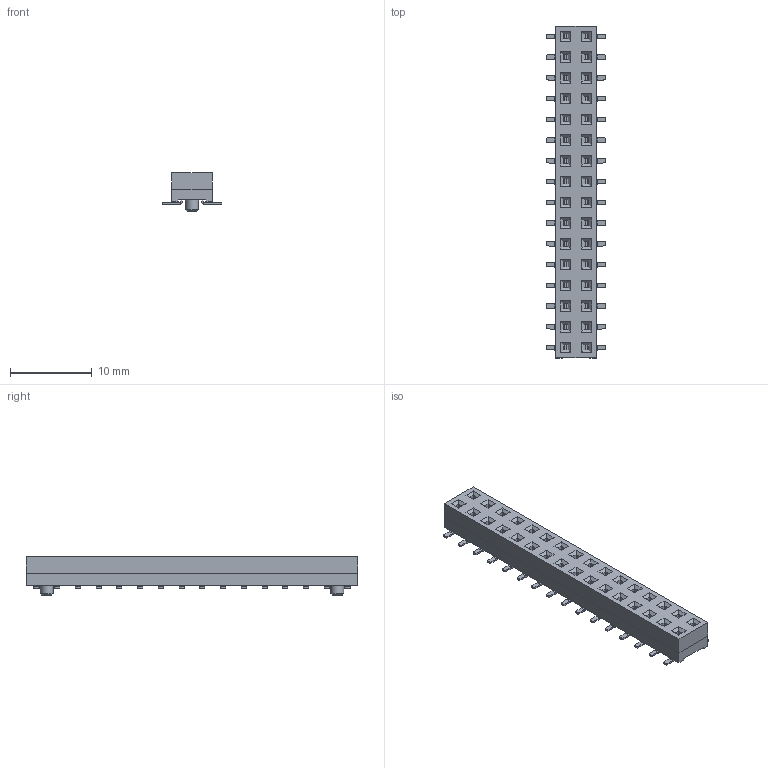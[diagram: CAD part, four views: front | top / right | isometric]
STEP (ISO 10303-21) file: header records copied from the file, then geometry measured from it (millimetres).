
FILE_DESCRIPTION(/* description */ (''),/* implementation_level */ '2;1');
FILE_NAME(/* name */ 'PinSocket_2x16_P2.54mm_Vertical_SMD_Low_Pegged.step',/* time_stamp */ '2019-06-30T14:02:10+02:00',/* author */ (''),/* organization */ (''),/* preprocessor_version */ 'ST-DEVELOPER v18',/* originating_system */ 'Autodesk Translation Framework v8.2.0.1029',/* authorisation */ '');
FILE_SCHEMA (('AUTOMOTIVE_DESIGN { 1 0 10303 214 3 1 1 }'));
Length unit declared in the file: millimetre
Products named in the file (1): (Unsaved)
Bounding box: 7.34 x 40.64 x 4.75 mm (x, y, z)
Volume: 672 mm3; surface area: 1508.8 mm2
Topology: 36 solids, 36 shells, 1720 faces, 4400 edges, 2848 vertices
Faces by surface type: plane 1620, cylinder 98, cone 2
Full cylindrical faces by diameter (mm): 1.6 x2
Entity records: 52582 total; most frequent: CARTESIAN_POINT 8969, ORIENTED_EDGE 8800, DIRECTION 8042, EDGE_CURVE 4400, LINE 4200, VECTOR 4200, VERTEX_POINT 2848, AXIS2_PLACEMENT_3D 1921
